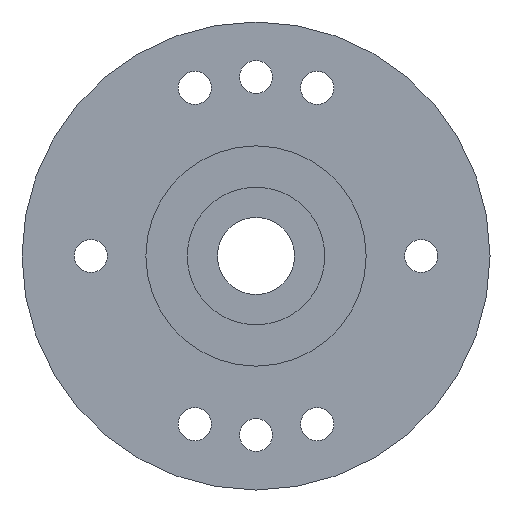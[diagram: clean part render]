
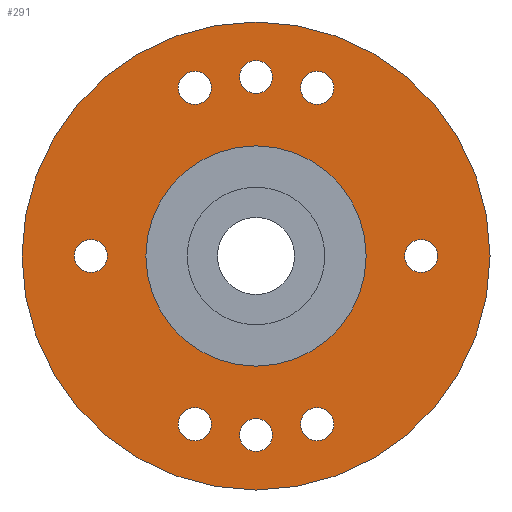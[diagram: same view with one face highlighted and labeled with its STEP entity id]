
A CAD part, front view. The second image highlights one B-rep face of the part: STEP entity #291.
In plain terms, the highlighted planar face has unit normal (0, -1, 0).
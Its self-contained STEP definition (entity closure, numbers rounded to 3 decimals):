
#33=FACE_BOUND('',#94,.T.);
#34=FACE_BOUND('',#95,.T.);
#35=FACE_BOUND('',#96,.T.);
#36=FACE_BOUND('',#97,.T.);
#37=FACE_BOUND('',#98,.T.);
#38=FACE_BOUND('',#99,.T.);
#39=FACE_BOUND('',#100,.T.);
#40=FACE_BOUND('',#101,.T.);
#41=FACE_BOUND('',#102,.T.);
#69=FACE_OUTER_BOUND('',#93,.T.);
#93=EDGE_LOOP('',(#233));
#94=EDGE_LOOP('',(#234));
#95=EDGE_LOOP('',(#235));
#96=EDGE_LOOP('',(#236));
#97=EDGE_LOOP('',(#237));
#98=EDGE_LOOP('',(#238));
#99=EDGE_LOOP('',(#239));
#100=EDGE_LOOP('',(#240));
#101=EDGE_LOOP('',(#241));
#102=EDGE_LOOP('',(#242));
#146=CIRCLE('',#317,4.);
#147=CIRCLE('',#320,8.5);
#148=CIRCLE('',#321,0.6);
#149=CIRCLE('',#322,0.6);
#150=CIRCLE('',#323,0.6);
#151=CIRCLE('',#324,0.6);
#152=CIRCLE('',#325,0.6);
#153=CIRCLE('',#326,0.6);
#154=CIRCLE('',#327,0.6);
#155=CIRCLE('',#328,0.6);
#174=VERTEX_POINT('',#469);
#175=VERTEX_POINT('',#473);
#176=VERTEX_POINT('',#475);
#177=VERTEX_POINT('',#477);
#178=VERTEX_POINT('',#479);
#179=VERTEX_POINT('',#481);
#180=VERTEX_POINT('',#483);
#181=VERTEX_POINT('',#485);
#182=VERTEX_POINT('',#487);
#183=VERTEX_POINT('',#489);
#202=EDGE_CURVE('',#174,#174,#146,.T.);
#203=EDGE_CURVE('',#175,#175,#147,.T.);
#204=EDGE_CURVE('',#176,#176,#148,.T.);
#205=EDGE_CURVE('',#177,#177,#149,.T.);
#206=EDGE_CURVE('',#178,#178,#150,.T.);
#207=EDGE_CURVE('',#179,#179,#151,.T.);
#208=EDGE_CURVE('',#180,#180,#152,.T.);
#209=EDGE_CURVE('',#181,#181,#153,.T.);
#210=EDGE_CURVE('',#182,#182,#154,.T.);
#211=EDGE_CURVE('',#183,#183,#155,.T.);
#233=ORIENTED_EDGE('',*,*,#203,.T.);
#234=ORIENTED_EDGE('',*,*,#204,.T.);
#235=ORIENTED_EDGE('',*,*,#205,.T.);
#236=ORIENTED_EDGE('',*,*,#206,.T.);
#237=ORIENTED_EDGE('',*,*,#207,.T.);
#238=ORIENTED_EDGE('',*,*,#208,.T.);
#239=ORIENTED_EDGE('',*,*,#209,.T.);
#240=ORIENTED_EDGE('',*,*,#210,.T.);
#241=ORIENTED_EDGE('',*,*,#211,.T.);
#242=ORIENTED_EDGE('',*,*,#202,.T.);
#283=PLANE('',#319);
#291=ADVANCED_FACE('',(#69,#33,#34,#35,#36,#37,#38,#39,#40,#41),#283,.F.);
#317=AXIS2_PLACEMENT_3D('',#470,#375,#376);
#319=AXIS2_PLACEMENT_3D('',#472,#379,#380);
#320=AXIS2_PLACEMENT_3D('',#474,#381,#382);
#321=AXIS2_PLACEMENT_3D('',#476,#383,#384);
#322=AXIS2_PLACEMENT_3D('',#478,#385,#386);
#323=AXIS2_PLACEMENT_3D('',#480,#387,#388);
#324=AXIS2_PLACEMENT_3D('',#482,#389,#390);
#325=AXIS2_PLACEMENT_3D('',#484,#391,#392);
#326=AXIS2_PLACEMENT_3D('',#486,#393,#394);
#327=AXIS2_PLACEMENT_3D('',#488,#395,#396);
#328=AXIS2_PLACEMENT_3D('',#490,#397,#398);
#375=DIRECTION('center_axis',(0.,1.,0.));
#376=DIRECTION('ref_axis',(1.,0.,0.));
#379=DIRECTION('center_axis',(0.,1.,0.));
#380=DIRECTION('ref_axis',(1.,0.,0.));
#381=DIRECTION('center_axis',(0.,-1.,0.));
#382=DIRECTION('ref_axis',(1.,0.,0.));
#383=DIRECTION('center_axis',(0.,1.,0.));
#384=DIRECTION('ref_axis',(1.,0.,0.));
#385=DIRECTION('center_axis',(0.,1.,0.));
#386=DIRECTION('ref_axis',(1.,0.,0.));
#387=DIRECTION('center_axis',(0.,1.,0.));
#388=DIRECTION('ref_axis',(1.,0.,0.));
#389=DIRECTION('center_axis',(0.,1.,0.));
#390=DIRECTION('ref_axis',(1.,0.,0.));
#391=DIRECTION('center_axis',(0.,1.,0.));
#392=DIRECTION('ref_axis',(1.,0.,0.));
#393=DIRECTION('center_axis',(0.,1.,0.));
#394=DIRECTION('ref_axis',(1.,0.,0.));
#395=DIRECTION('center_axis',(0.,1.,0.));
#396=DIRECTION('ref_axis',(1.,0.,0.));
#397=DIRECTION('center_axis',(0.,1.,0.));
#398=DIRECTION('ref_axis',(1.,0.,0.));
#469=CARTESIAN_POINT('',(-4.,-1.5,0.));
#470=CARTESIAN_POINT('Origin',(0.,-1.5,0.));
#472=CARTESIAN_POINT('Origin',(0.,-1.5,0.));
#473=CARTESIAN_POINT('',(-8.5,-1.5,0.));
#474=CARTESIAN_POINT('Origin',(0.,-1.5,0.));
#475=CARTESIAN_POINT('',(1.623,-1.5,6.108));
#476=CARTESIAN_POINT('Origin',(2.223,-1.5,6.108));
#477=CARTESIAN_POINT('',(1.623,-1.5,-6.108));
#478=CARTESIAN_POINT('Origin',(2.223,-1.5,-6.108));
#479=CARTESIAN_POINT('',(-0.6,-1.5,-6.5));
#480=CARTESIAN_POINT('Origin',(0.,-1.5,-6.5));
#481=CARTESIAN_POINT('',(-2.823,-1.5,-6.108));
#482=CARTESIAN_POINT('Origin',(-2.223,-1.5,-6.108));
#483=CARTESIAN_POINT('',(-6.6,-1.5,0.));
#484=CARTESIAN_POINT('Origin',(-6.,-1.5,0.));
#485=CARTESIAN_POINT('',(-0.6,-1.5,6.5));
#486=CARTESIAN_POINT('Origin',(0.,-1.5,6.5));
#487=CARTESIAN_POINT('',(-2.823,-1.5,6.108));
#488=CARTESIAN_POINT('Origin',(-2.223,-1.5,6.108));
#489=CARTESIAN_POINT('',(5.4,-1.5,0.));
#490=CARTESIAN_POINT('Origin',(6.,-1.5,0.));
